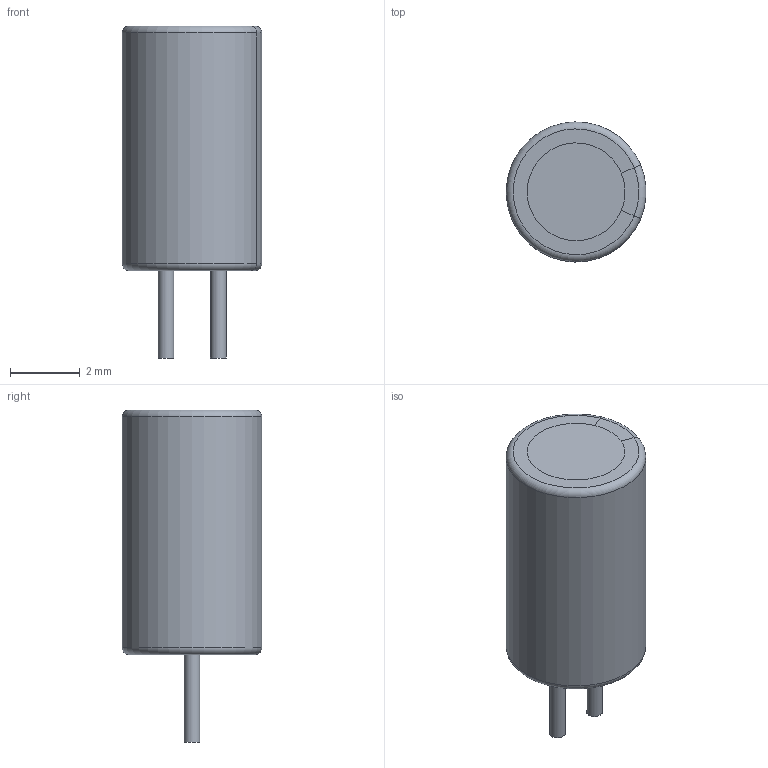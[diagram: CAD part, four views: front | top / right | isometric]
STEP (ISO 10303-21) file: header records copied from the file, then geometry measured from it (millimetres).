
FILE_DESCRIPTION(('FreeCAD Model'),'2;1');
FILE_NAME('Open CASCADE Shape Model','2023-12-26T14:05:04',(''),(''), 'Open CASCADE STEP processor 7.6','FreeCAD','Unknown');
FILE_SCHEMA(('AUTOMOTIVE_DESIGN { 1 0 10303 214 1 1 1 1 }'));
Length unit declared in the file: millimetre
Products named in the file (1): Fusion
Bounding box: 3.99 x 4 x 9.5 mm (x, y, z)
Volume: 88.5 mm3; surface area: 118 mm2
Topology: 1 solids, 1 shells, 16 faces, 28 edges, 16 vertices
Faces by surface type: plane 8, cylinder 4, torus 4
Full cylindrical faces by diameter (mm): 0.45 x2
Entity records: 1486 total; most frequent: CARTESIAN_POINT 1064, DIRECTION 78, ORIENTED_EDGE 56, AXIS2_PLACEMENT_3D 35, EDGE_CURVE 28, FACE_BOUND 18, EDGE_LOOP 18, CIRCLE 18
